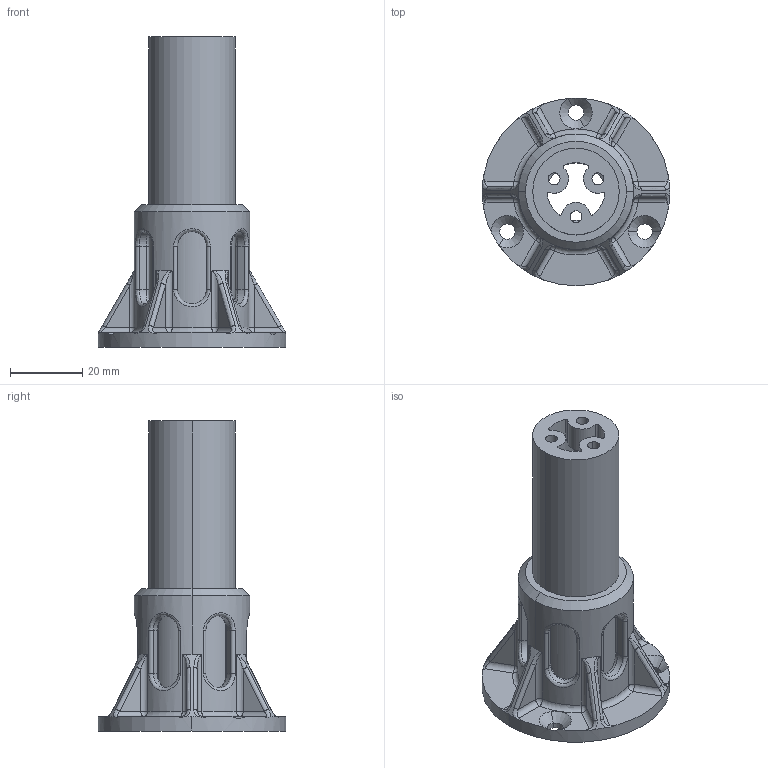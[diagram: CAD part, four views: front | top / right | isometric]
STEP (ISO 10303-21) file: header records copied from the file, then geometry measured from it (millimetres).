
FILE_DESCRIPTION((''),'2;1');
FILE_NAME('MWS_021_P_005','2023-08-22T19:15:26',('eottonello'),(''),'CREO PARAMETRIC BY PTC INC, 2022284','CREO PARAMETRIC BY PTC INC, 2022284','');
FILE_SCHEMA(('CONFIG_CONTROL_DESIGN'));
Length unit declared in the file: millimetre
Products named in the file (1): MWS_021_P_005
Bounding box: 52 x 52 x 86 mm (x, y, z)
Volume: 29920.6 mm3; surface area: 19326 mm2
Topology: 1 solids, 1 shells, 233 faces, 590 edges, 348 vertices
Faces by surface type: cylinder 97, bspline 60, plane 36, cone 22, sphere 12, torus 6
Entity records: 15739 total; most frequent: CARTESIAN_POINT 10644, ORIENTED_EDGE 1156, DIRECTION 954, EDGE_CURVE 578, AXIS2_PLACEMENT_3D 391, VERTEX_POINT 342, EDGE_LOOP 242, FACE_OUTER_BOUND 227
